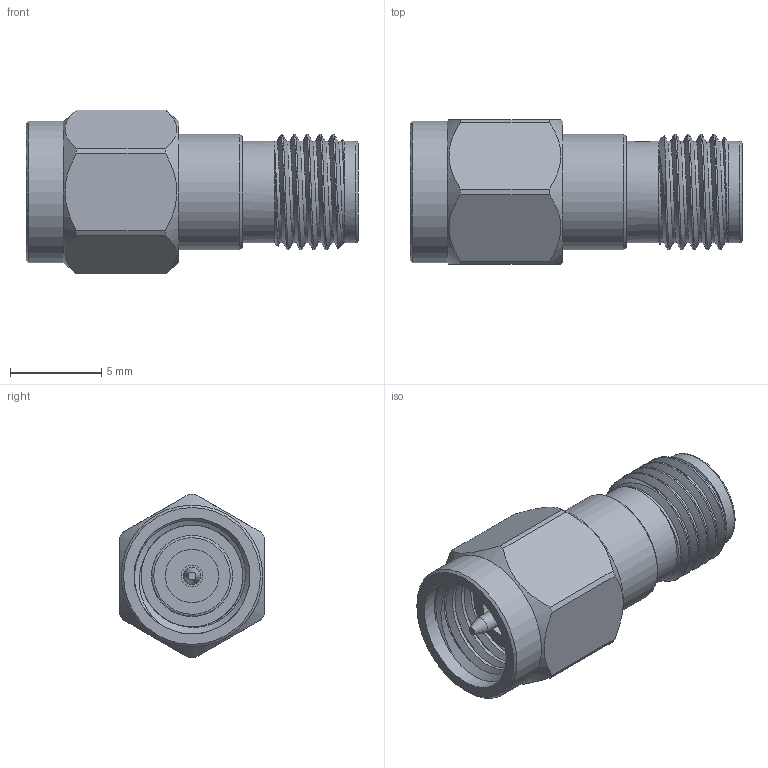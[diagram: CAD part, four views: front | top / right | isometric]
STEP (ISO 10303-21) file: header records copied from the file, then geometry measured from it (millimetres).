
FILE_DESCRIPTION (( 'STEP AP203' ), '1' );
FILE_NAME ('FMAD1187.step', '2020-04-16T14:31:24', ( '' ), ( '' ), 'SwSTEP 2.0', 'SolidWorks 2018', '' );
FILE_SCHEMA (( 'CONFIG_CONTROL_DESIGN' ));
Length unit declared in the file: inch
Products named in the file (1): FMAD1187
Bounding box: 18.21 x 7.94 x 8.99 mm (x, y, z)
Volume: 559.7 mm3; surface area: 793.5 mm2
Topology: 1 solids, 1 shells, 62 faces, 154 edges, 105 vertices
Faces by surface type: cylinder 26, plane 19, cone 9, bspline 7, torus 1
Full cylindrical faces by diameter (mm): 0.94 x2, 0.976 x1, 1.194 x2, 2.92 x1, 4.445 x1, 4.572 x1, 5.582 x2, 6.35 x7, 7.762 x1
Entity records: 4821 total; most frequent: CARTESIAN_POINT 3595, ORIENTED_EDGE 240, DIRECTION 200, EDGE_CURVE 120, VERTEX_POINT 98, AXIS2_PLACEMENT_3D 94, EDGE_LOOP 88, FACE_OUTER_BOUND 71
